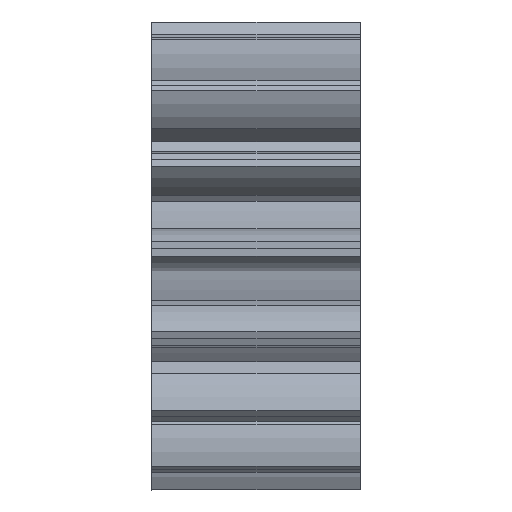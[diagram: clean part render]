
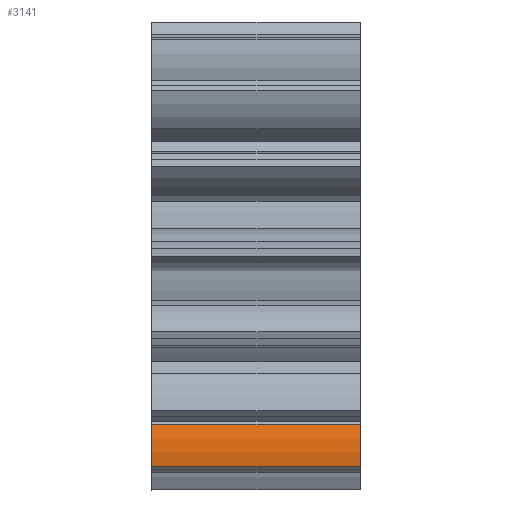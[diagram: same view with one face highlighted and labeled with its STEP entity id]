
A CAD part, left-side view. The second image highlights one B-rep face of the part: STEP entity #3141.
In plain terms, the highlighted cylindrical face has radius 1.565 mm (diameter 3.129 mm), a partial arc.
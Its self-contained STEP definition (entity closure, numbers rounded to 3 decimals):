
#82 = CARTESIAN_POINT ( 'NONE',  ( 7., -3.181, -3.182 ) ) ;
#276 = EDGE_CURVE ( 'NONE', #3245, #447, #2778, .T. ) ;
#331 = VERTEX_POINT ( 'NONE', #3656 ) ;
#332 = CARTESIAN_POINT ( 'NONE',  ( 5., -3.434, -1.638 ) ) ;
#373 = DIRECTION ( 'NONE',  ( 1., 0., 0. ) ) ;
#447 = VERTEX_POINT ( 'NONE', #2879 ) ;
#789 = CARTESIAN_POINT ( 'NONE',  ( 7., -2.446, -2.851 ) ) ;
#968 = DIRECTION ( 'NONE',  ( -1., 0., 0. ) ) ;
#1304 = ORIENTED_EDGE ( 'NONE', *, *, #276, .F. ) ;
#1467 = VECTOR ( 'NONE', #373, 1000. ) ;
#1640 = FACE_OUTER_BOUND ( 'NONE', #1686, .T. ) ;
#1659 = CYLINDRICAL_SURFACE ( 'NONE', #3156, 1.565 ) ;
#1686 = EDGE_LOOP ( 'NONE', ( #3447, #1304, #2978, #3076 ) ) ;
#1870 = DIRECTION ( 'NONE',  ( 0., -1., 0. ) ) ;
#1896 = EDGE_CURVE ( 'NONE', #3927, #3245, #2698, .T. ) ;
#2194 = VECTOR ( 'NONE', #2377, 1000. ) ;
#2377 = DIRECTION ( 'NONE',  ( 1., 0., 0. ) ) ;
#2425 = EDGE_CURVE ( 'NONE', #331, #447, #2976, .T. ) ;
#2537 = CARTESIAN_POINT ( 'NONE',  ( 7., -3.434, -1.638 ) ) ;
#2555 = DIRECTION ( 'NONE',  ( 0., -0.415, 0.91 ) ) ;
#2692 = CARTESIAN_POINT ( 'NONE',  ( 5., -2.446, -2.851 ) ) ;
#2698 = CIRCLE ( 'NONE', #3874, 1.565 ) ;
#2778 = LINE ( 'NONE', #82, #1467 ) ;
#2851 = DIRECTION ( 'NONE',  ( 0., -1., 0. ) ) ;
#2879 = CARTESIAN_POINT ( 'NONE',  ( 9., -3.181, -3.182 ) ) ;
#2976 = CIRCLE ( 'NONE', #3487, 1.565 ) ;
#2978 = ORIENTED_EDGE ( 'NONE', *, *, #1896, .F. ) ;
#3076 = ORIENTED_EDGE ( 'NONE', *, *, #3720, .T. ) ;
#3141 = ADVANCED_FACE ( 'NONE', ( #1640 ), #1659, .T. ) ;
#3156 = AXIS2_PLACEMENT_3D ( 'NONE', #2537, #3784, #2555 ) ;
#3192 = CARTESIAN_POINT ( 'NONE',  ( 5., -3.181, -3.182 ) ) ;
#3245 = VERTEX_POINT ( 'NONE', #3192 ) ;
#3447 = ORIENTED_EDGE ( 'NONE', *, *, #2425, .T. ) ;
#3487 = AXIS2_PLACEMENT_3D ( 'NONE', #3779, #968, #1870 ) ;
#3533 = LINE ( 'NONE', #789, #2194 ) ;
#3656 = CARTESIAN_POINT ( 'NONE',  ( 9., -2.446, -2.851 ) ) ;
#3720 = EDGE_CURVE ( 'NONE', #3927, #331, #3533, .T. ) ;
#3724 = DIRECTION ( 'NONE',  ( -1., 0., 0. ) ) ;
#3779 = CARTESIAN_POINT ( 'NONE',  ( 9., -3.434, -1.638 ) ) ;
#3784 = DIRECTION ( 'NONE',  ( -1., 0., 0. ) ) ;
#3874 = AXIS2_PLACEMENT_3D ( 'NONE', #332, #3724, #2851 ) ;
#3927 = VERTEX_POINT ( 'NONE', #2692 ) ;
